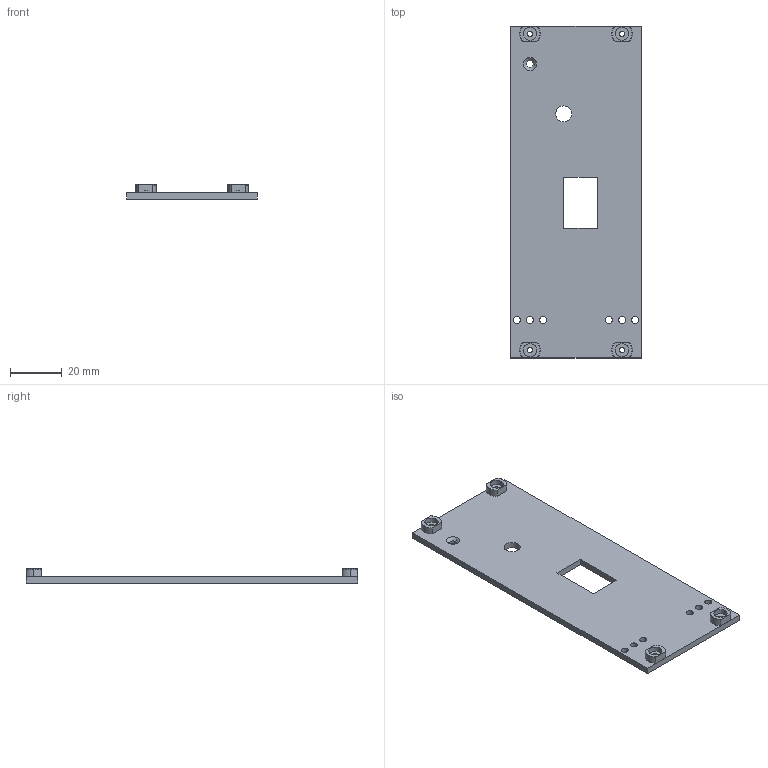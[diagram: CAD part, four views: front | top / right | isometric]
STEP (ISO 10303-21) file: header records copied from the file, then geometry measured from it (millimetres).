
FILE_DESCRIPTION(('STEP AP214'),'1');
FILE_NAME('Frontplatte_Power_Supply.stp','2023-12-18T12:48:04',('s084a'),(' '),'Spatial InterOp 3D','CST ACIS InterOp Converter 2021',' ');
FILE_SCHEMA(('AUTOMOTIVE_DESIGN { 1 0 10303 214 1 1 1 1 }'));
Length unit declared in the file: millimetre
Products named in the file (1): 001061933/001011896|Volumenkörper1
Bounding box: 50.5 x 128.4 x 5.5 mm (x, y, z)
Volume: 15587.3 mm3; surface area: 14441.9 mm2
Topology: 5 solids, 5 shells, 232 faces, 628 edges, 418 vertices
Faces by surface type: plane 78, cylinder 72, torus 64, cone 18
Entity records: 8688 total; most frequent: CARTESIAN_POINT 2755, ORIENTED_EDGE 1256, DIRECTION 1200, EDGE_CURVE 628, AXIS2_PLACEMENT_3D 479, VERTEX_POINT 418, EDGE_LOOP 278, LINE 242
